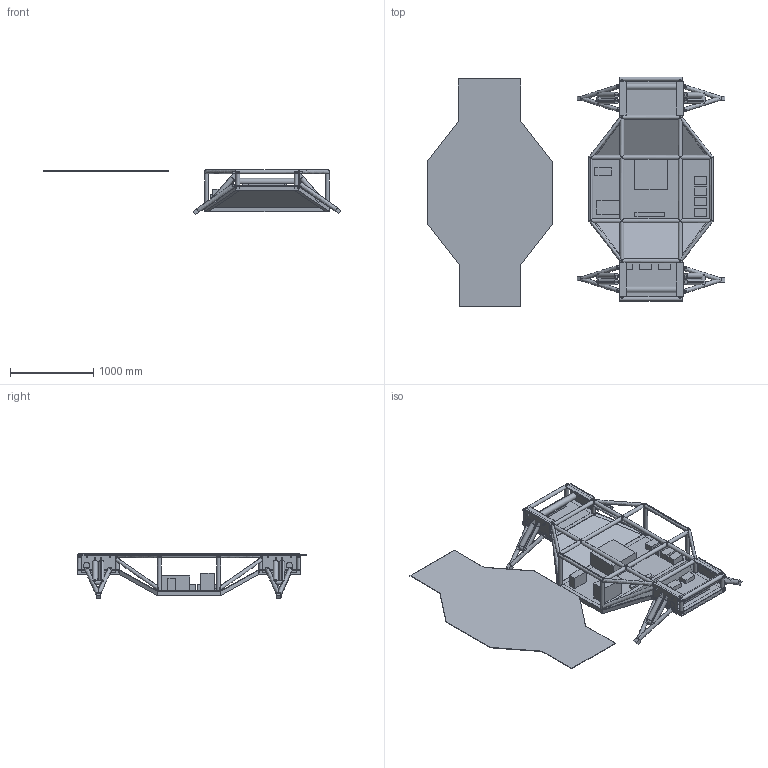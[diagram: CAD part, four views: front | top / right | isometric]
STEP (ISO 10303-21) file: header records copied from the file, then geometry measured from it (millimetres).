
FILE_DESCRIPTION(/* description */ (''),/* implementation_level */ '2;1');
FILE_NAME(/* name */ 'Mule Full Assembly.step',/* time_stamp */ '2025-06-08T14:59:41-07:00',/* author */ (''),/* organization */ (''),/* preprocessor_version */ 'ST-DEVELOPER v20.1',/* originating_system */ 'Autodesk Translation Framework v14.4.0.0',/* authorisation */ '');
FILE_SCHEMA (('AUTOMOTIVE_DESIGN { 1 0 10303 214 3 1 1 }'));
Length unit declared in the file: inch
Products named in the file (20): Mule Assembly; Mule Final; Bottom Cover 3 (1); Bottom Cover 2 (1); Top Cover Whole (1); Bottom Cover F; Bottom Cover B; Motor Batteries; Computer Systems; Computer Batteries; Wire Harness; Motor Controllers; Connector; Wheel Bracket; Steering; Steering (1); Brake Fluid Reseevoir; Bottom Bar; Shocks; Shocks v2(Mirror)
Assembly tree (30 placements, depth 2):
  Mule Assembly
    Mule Final
    Bottom Cover 2 (1)  x2
    Bottom Cover 3 (1)
    Top Cover Whole (1)
    Bottom Cover F
    Bottom Cover B
    Motor Batteries
    Computer Systems
    Computer Batteries
    Wire Harness
    Motor Controllers
    Connector
    Wheel Bracket  x4
    Steering  x2
    Steering (1)  x2
    Brake Fluid Reseevoir
    Bottom Bar  x4
    Shocks  x2
    Shocks v2(Mirror)  x2
Bounding box: 3580.32 x 2763.99 x 547.91 mm (x, y, z)
Volume: 152133922.8 mm3; surface area: 25194877.5 mm2
Topology: 42 solids, 106 shells, 1140 faces, 2698 edges, 1770 vertices
Faces by surface type: plane 630, cylinder 470, bspline 40
Full cylindrical faces by diameter (mm): 35.56 x28, 48.26 x36, 50.8 x4, 63.5 x4
Entity records: 31465 total; most frequent: CARTESIAN_POINT 10598, ORIENTED_EDGE 4232, DIRECTION 4065, EDGE_CURVE 2116, AXIS2_PLACEMENT_3D 1512, VERTEX_POINT 1391, LINE 1041, VECTOR 1041
